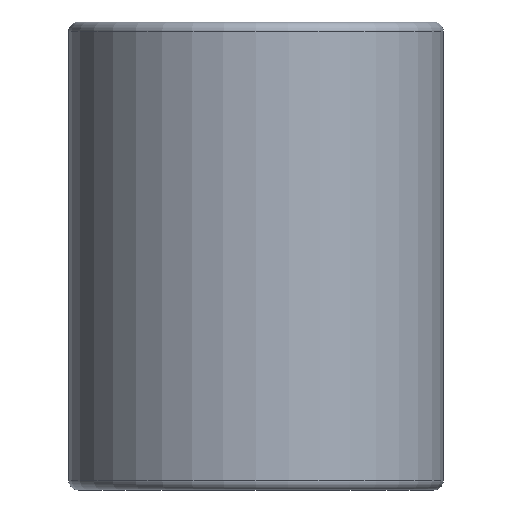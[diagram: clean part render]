
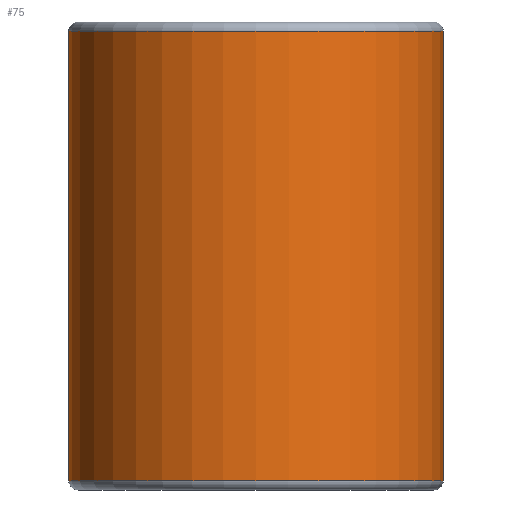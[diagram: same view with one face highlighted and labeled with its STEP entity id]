
A CAD part, front view. The second image highlights one B-rep face of the part: STEP entity #75.
In plain terms, the highlighted cylindrical face has radius 20 mm (diameter 40 mm), a full revolution.
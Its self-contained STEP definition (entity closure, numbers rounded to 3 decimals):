
#75 = ADVANCED_FACE( '', ( #86, #87 ), #88, .T. );
#86 = FACE_OUTER_BOUND( '', #116, .T. );
#87 = FACE_OUTER_BOUND( '', #117, .T. );
#88 = CYLINDRICAL_SURFACE( '', #118, 20. );
#116 = EDGE_LOOP( '', ( #146 ) );
#117 = EDGE_LOOP( '', ( #147 ) );
#118 = AXIS2_PLACEMENT_3D( '', #148, #149, #150 );
#146 = ORIENTED_EDGE( '', *, *, #196, .T. );
#147 = ORIENTED_EDGE( '', *, *, #197, .T. );
#148 = CARTESIAN_POINT( '', ( 0., 0., 50. ) );
#149 = DIRECTION( '', ( 0., 0., 1. ) );
#150 = DIRECTION( '', ( -1., 0., 0. ) );
#196 = EDGE_CURVE( '', #206, #206, #207, .F. );
#197 = EDGE_CURVE( '', #208, #208, #209, .T. );
#206 = VERTEX_POINT( '', #226 );
#207 = CIRCLE( '', #227, 20. );
#208 = VERTEX_POINT( '', #228 );
#209 = CIRCLE( '', #229, 20. );
#226 = CARTESIAN_POINT( '', ( -20., 0., 1. ) );
#227 = AXIS2_PLACEMENT_3D( '', #246, #247, #248 );
#228 = CARTESIAN_POINT( '', ( -20., 0., 49. ) );
#229 = AXIS2_PLACEMENT_3D( '', #249, #250, #251 );
#246 = CARTESIAN_POINT( '', ( 0., 0., 1. ) );
#247 = DIRECTION( '', ( 0., 0., -1. ) );
#248 = DIRECTION( '', ( -1., 0., 0. ) );
#249 = CARTESIAN_POINT( '', ( 0., 0., 49. ) );
#250 = DIRECTION( '', ( 0., 0., -1. ) );
#251 = DIRECTION( '', ( -1., 0., 0. ) );
